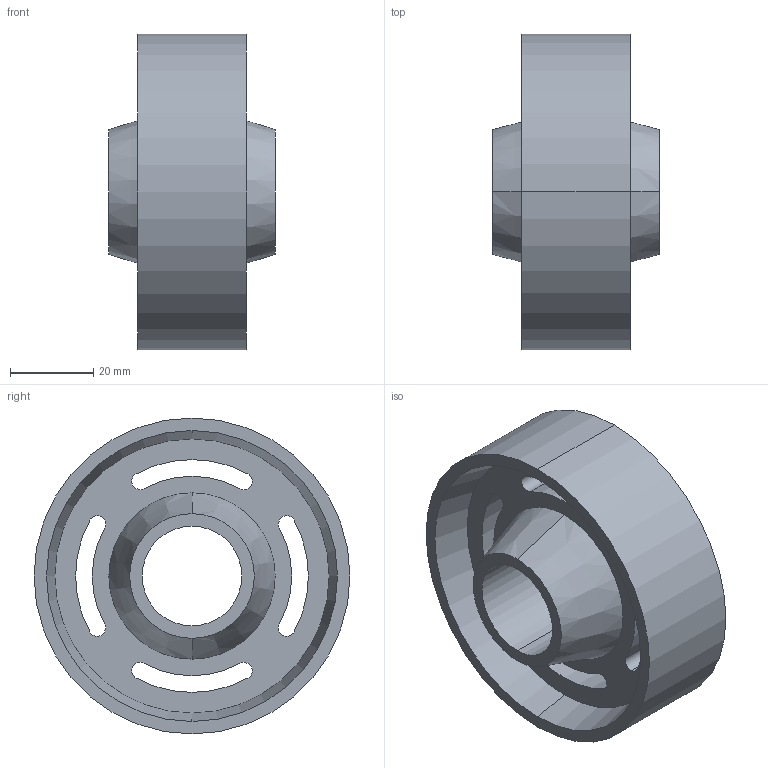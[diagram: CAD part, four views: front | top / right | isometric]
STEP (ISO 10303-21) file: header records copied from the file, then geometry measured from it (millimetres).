
FILE_DESCRIPTION (( 'STEP AP214' ), '1' );
FILE_NAME ('Part3. Roller.STEP', '2025-02-20T15:02:14', ( '' ), ( '' ), 'SwSTEP 2.0', 'SolidWorks 2024', '' );
FILE_SCHEMA (( 'AUTOMOTIVE_DESIGN' ));
Length unit declared in the file: millimetre
Products named in the file (1): Part3. Roller
Bounding box: 40 x 76 x 76 mm (x, y, z)
Volume: 61720 mm3; surface area: 24199.4 mm2
Topology: 1 solids, 1 shells, 38 faces, 96 edges, 64 vertices
Faces by surface type: cylinder 24, cone 8, plane 6
Entity records: 1227 total; most frequent: DIRECTION 238, CARTESIAN_POINT 199, ORIENTED_EDGE 192, AXIS2_PLACEMENT_3D 103, EDGE_CURVE 96, VERTEX_POINT 64, CIRCLE 64, EDGE_LOOP 52
